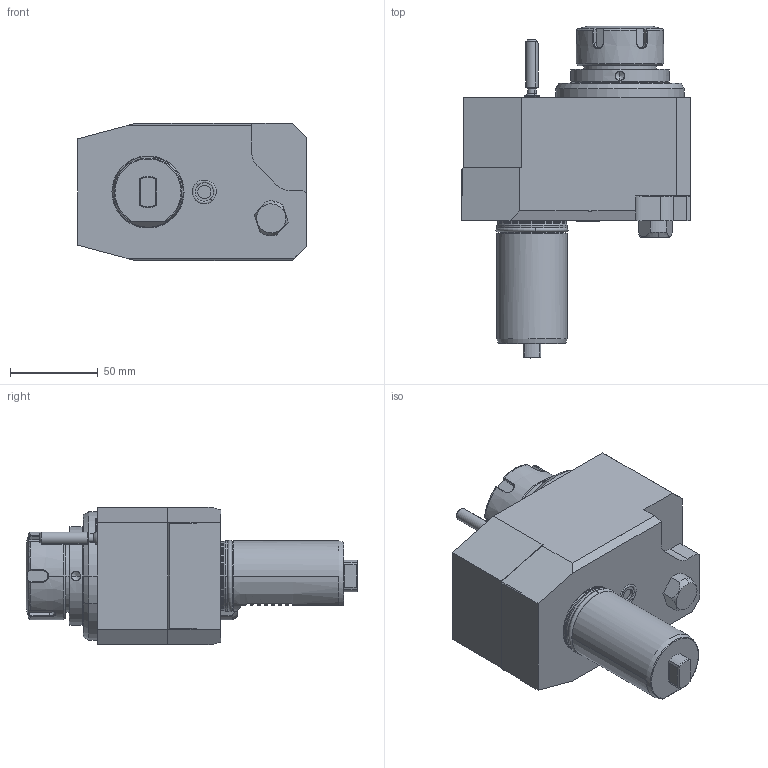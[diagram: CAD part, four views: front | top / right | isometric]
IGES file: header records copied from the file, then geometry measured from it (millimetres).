
Start section:  PTC IGES file: ngt1_40_221_32_1_2_130mz3.igs
Global section: file name: ngt1_40_221_32_1_2_130mz3.igs; native system: Pro/ENGINEER by Parametric Technology Corporation; preprocessor: 2010280; author: vali; organization: Unknown; date: 20250704.122431; units: millimetre
Bounding box: 130 x 188.6 x 78 mm (x, y, z)
Volume: 849780.1 mm3; surface area: 69607.9 mm2
Topology: 1 solids, 1 shells, 270 faces, 692 edges, 434 vertices
Faces by surface type: bspline 145, revolution 125
